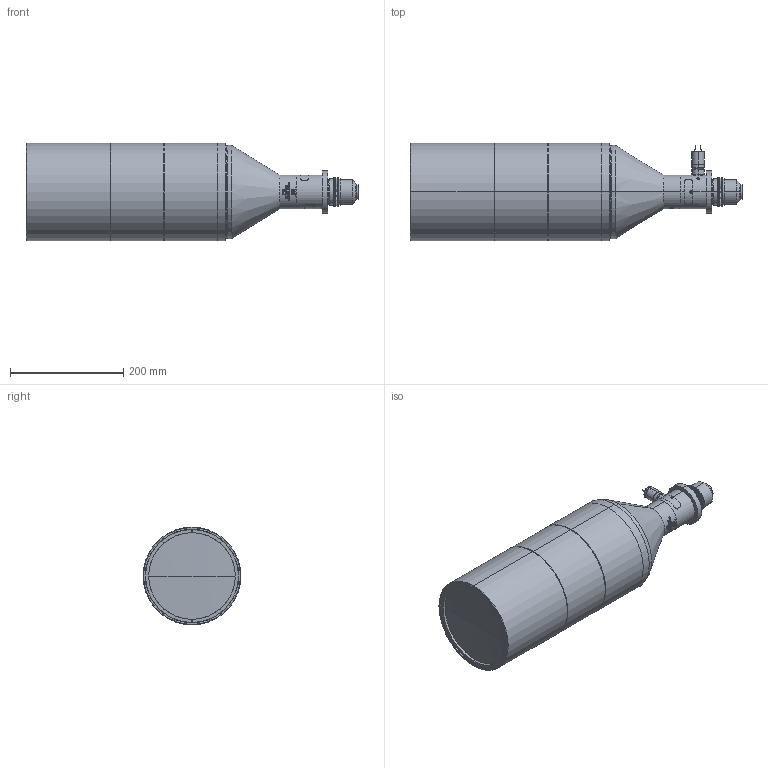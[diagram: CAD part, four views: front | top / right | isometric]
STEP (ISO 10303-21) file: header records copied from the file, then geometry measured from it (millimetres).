
FILE_DESCRIPTION (( 'STEP AP203' ), '1' );
FILE_NAME ('S5LPL1860_LED_01.STEP', '2022-03-04T05:25:22', ( '' ), ( '' ), 'SwSTEP 2.0', 'SolidWorks 2021', '' );
FILE_SCHEMA (( 'CONFIG_CONTROL_DESIGN' ));
Length unit declared in the file: millimetre
Products named in the file (37): S5LAO0450_078; 110201; S5FIL0201; 110206; S5LDX0015; 097108; 134317; 518004; 110211; 163501; DIN 914 - M3 x 4-N_DIN 914 - M3 x 4-N; 134301; 145604_S5LPL1860-LED; O-Ring 15x1; 134318; 307606; 134330; S0DIF1363; S5LMN0450_078; 134316; S5MEC0010_R„ndel; 053710; S5ELE1365; DIN 912 M2 x 4 --- 4N_DIN 912 M2 x 4 --- 4N; 122103; 134319; 518002; S5LPL1860_LED_01; 115706; 518001; 115703; S5LED0011; DIN 912 M2 x 10 --- 10N_DIN 912 M2 x 10 --- 10N; Anschlußkabel 300 mm^134301; 110205; 115705; 518003
Assembly tree (40 placements, depth 4):
  S5LPL1860_LED_01
    S5LAO0450_078
      S5LMN0450_078
    122103
    115703  x2
    115705
    115706
    097108
    518001
      518002
      518003
      518004
      O-Ring 15x1
      DIN 912 M2 x 10 --- 10N_DIN 912 M2 x 10 --- 10N
      DIN 912 M2 x 4 --- 4N_DIN 912 M2 x 4 --- 4N  x2
      DIN 914 - M3 x 4-N_DIN 914 - M3 x 4-N
    145604_S5LPL1860-LED
    110201
      S5MEC0010_R„ndel
      S5LDX0015
      307606
      110211
      110206
      110205
    163501
      134316  x2
      S0DIF1363
      S5FIL0201
      134301
        134317
        134319
        134330
        S5ELE1365
        S5LED0011
        Anschlußkabel 300 mm^134301  x2
      053710
      134318
Bounding box: 586.38 x 173 x 173 mm (x, y, z)
Volume: 2499749.8 mm3; surface area: 704621.1 mm2
Topology: 35 solids, 35 shells, 2085 faces, 5267 edges, 3373 vertices
Faces by surface type: plane 800, cylinder 618, bspline 334, cone 182, torus 142, sphere 9
Entity records: 97372 total; most frequent: CARTESIAN_POINT 47470, ORIENTED_EDGE 9986, DIRECTION 8843, EDGE_CURVE 4993, AXIS2_PLACEMENT_3D 3300, VERTEX_POINT 3223, VECTOR 2243, LINE 2243
